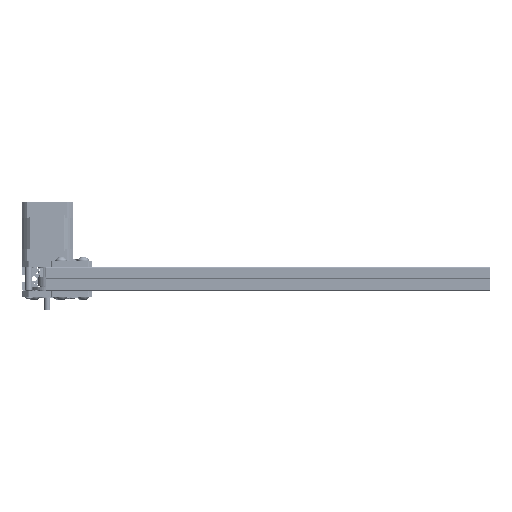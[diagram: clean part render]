
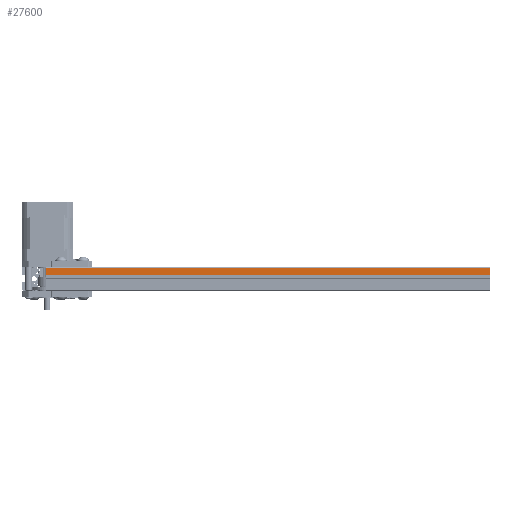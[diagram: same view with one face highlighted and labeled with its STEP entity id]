
A CAD part, left-side view. The second image highlights one B-rep face of the part: STEP entity #27600.
In plain terms, the highlighted face is planar.
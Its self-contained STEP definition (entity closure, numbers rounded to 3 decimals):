
#1998=PLANE('',#31146);
#4106=FACE_OUTER_BOUND('',#5893,.T.);
#5893=EDGE_LOOP('',(#25328,#25329,#25330,#25331));
#7936=LINE('',#50253,#10117);
#7937=LINE('',#50256,#10118);
#7938=LINE('',#50258,#10119);
#7939=LINE('',#50259,#10120);
#10117=VECTOR('',#39406,1000.);
#10118=VECTOR('',#39409,1000.);
#10119=VECTOR('',#39410,10.);
#10120=VECTOR('',#39411,1000.);
#14224=VERTEX_POINT('',#50249);
#14225=VERTEX_POINT('',#50251);
#14226=VERTEX_POINT('',#50255);
#14227=VERTEX_POINT('',#50257);
#17989=EDGE_CURVE('',#14225,#14224,#7936,.T.);
#17990=EDGE_CURVE('',#14224,#14226,#7937,.T.);
#17991=EDGE_CURVE('',#14225,#14227,#7938,.T.);
#17992=EDGE_CURVE('',#14227,#14226,#7939,.T.);
#25328=ORIENTED_EDGE('',*,*,#17990,.F.);
#25329=ORIENTED_EDGE('',*,*,#17989,.F.);
#25330=ORIENTED_EDGE('',*,*,#17991,.T.);
#25331=ORIENTED_EDGE('',*,*,#17992,.T.);
#27600=ADVANCED_FACE('',(#4106),#1998,.T.);
#31146=AXIS2_PLACEMENT_3D('',#50254,#39407,#39408);
#39406=DIRECTION('',(0.,0.,1.));
#39407=DIRECTION('center_axis',(0.,1.,0.));
#39408=DIRECTION('ref_axis',(0.,0.,1.));
#39409=DIRECTION('',(-1.,0.,0.));
#39410=DIRECTION('',(-1.,0.,0.));
#39411=DIRECTION('',(0.,0.,1.));
#50249=CARTESIAN_POINT('',(-3.,10.,20.));
#50251=CARTESIAN_POINT('',(-3.,10.,-350.));
#50253=CARTESIAN_POINT('',(-3.,10.,-200.));
#50254=CARTESIAN_POINT('Origin',(-3.,10.,-200.));
#50255=CARTESIAN_POINT('',(-9.,10.,20.));
#50256=CARTESIAN_POINT('',(-3.,10.,20.));
#50257=CARTESIAN_POINT('',(-9.,10.,-350.));
#50258=CARTESIAN_POINT('',(-6.,10.,-350.));
#50259=CARTESIAN_POINT('',(-9.,10.,-200.));
